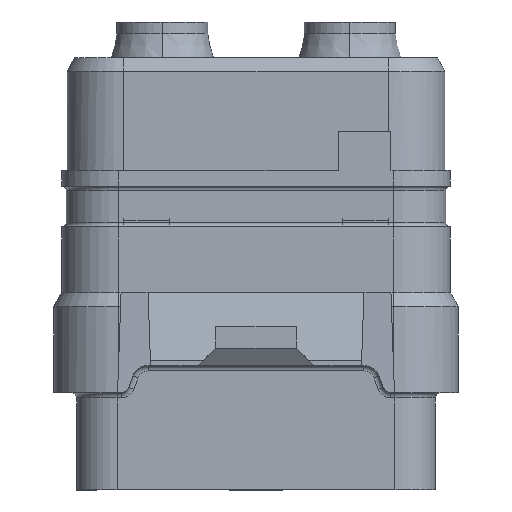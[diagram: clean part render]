
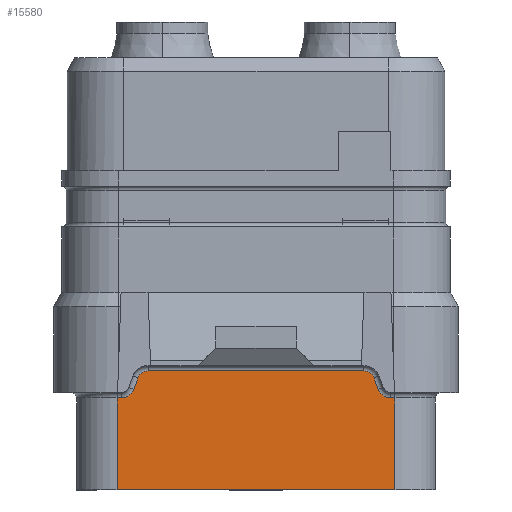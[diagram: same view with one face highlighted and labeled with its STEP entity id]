
A CAD part, front view. The second image highlights one B-rep face of the part: STEP entity #15580.
In plain terms, the highlighted planar face has unit normal (0, -1, 0).
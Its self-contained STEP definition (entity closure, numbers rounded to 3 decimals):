
#2320=DIRECTION('',(-1.,0.,0.));
#2321=VECTOR('',#2320,10.3);
#2322=CARTESIAN_POINT('',(5.15,-5.775,-11.83));
#2323=LINE('',#2322,#2321);
#3440=DIRECTION('',(-1.,0.,0.));
#3441=VECTOR('',#3440,0.15);
#3442=CARTESIAN_POINT('',(5.15,-5.775,-8.43));
#3443=LINE('',#3442,#3441);
#3444=DIRECTION('',(0.,0.,-1.));
#3445=VECTOR('',#3444,3.4);
#3446=CARTESIAN_POINT('',(5.15,-5.775,-8.43));
#3447=LINE('',#3446,#3445);
#3457=DIRECTION('',(-1.,0.,0.));
#3458=VECTOR('',#3457,0.15);
#3459=CARTESIAN_POINT('',(-5.,-5.775,-8.43));
#3460=LINE('',#3459,#3458);
#3471=CARTESIAN_POINT('',(-5.,-5.775,-7.93));
#3472=DIRECTION('',(0.,1.,0.));
#3473=DIRECTION('',(0.935,0.,-0.354));
#3474=AXIS2_PLACEMENT_3D('',#3471,#3472,#3473);
#4038=CARTESIAN_POINT('',(5.,-5.775,-7.93));
#4039=DIRECTION('',(0.,1.,0.));
#4040=DIRECTION('',(0.,0.,-1.));
#4041=AXIS2_PLACEMENT_3D('',#4038,#4039,#4040);
#4052=DIRECTION('',(-0.354,0.,0.935));
#4053=VECTOR('',#4052,0.447);
#4054=CARTESIAN_POINT('',(4.532,-5.775,-8.107));
#4055=LINE('',#4054,#4053);
#4074=CARTESIAN_POINT('',(4.,-5.775,-7.83));
#4075=DIRECTION('',(0.,-1.,0.));
#4076=DIRECTION('',(0.935,0.,0.354));
#4077=AXIS2_PLACEMENT_3D('',#4074,#4075,#4076);
#4084=DIRECTION('',(-1.,0.,0.));
#4085=VECTOR('',#4084,8.);
#4086=CARTESIAN_POINT('',(4.,-5.775,-7.43));
#4087=LINE('',#4086,#4085);
#4122=CARTESIAN_POINT('',(-4.,-5.775,-7.83));
#4123=DIRECTION('',(0.,-1.,0.));
#4124=DIRECTION('',(0.,0.,1.));
#4125=AXIS2_PLACEMENT_3D('',#4122,#4123,#4124);
#4136=DIRECTION('',(-0.354,0.,-0.935));
#4137=VECTOR('',#4136,0.447);
#4138=CARTESIAN_POINT('',(-4.374,-5.775,-7.689));
#4139=LINE('',#4138,#4137);
#5634=DIRECTION('',(0.,0.,-1.));
#5635=VECTOR('',#5634,3.4);
#5636=CARTESIAN_POINT('',(-5.15,-5.775,-8.43));
#5637=LINE('',#5636,#5635);
#9425=CARTESIAN_POINT('',(-5.15,-5.775,-11.83));
#9427=VERTEX_POINT('',#9425);
#9439=CARTESIAN_POINT('',(5.15,-5.775,-11.83));
#9440=VERTEX_POINT('',#9439);
#9519=CARTESIAN_POINT('',(-5.15,-5.775,-8.43));
#9520=VERTEX_POINT('',#9519);
#9523=CARTESIAN_POINT('',(-5.,-5.775,-8.43));
#9524=VERTEX_POINT('',#9523);
#9527=CARTESIAN_POINT('',(-4.532,-5.775,-8.107));
#9528=VERTEX_POINT('',#9527);
#9531=CARTESIAN_POINT('',(-4.374,-5.775,-7.689));
#9532=VERTEX_POINT('',#9531);
#9535=CARTESIAN_POINT('',(-4.,-5.775,-7.43));
#9536=VERTEX_POINT('',#9535);
#9537=CARTESIAN_POINT('',(4.,-5.775,-7.43));
#9538=VERTEX_POINT('',#9537);
#9543=CARTESIAN_POINT('',(4.374,-5.775,-7.689));
#9544=VERTEX_POINT('',#9543);
#9547=CARTESIAN_POINT('',(4.532,-5.775,-8.107));
#9548=VERTEX_POINT('',#9547);
#9551=CARTESIAN_POINT('',(5.,-5.775,-8.43));
#9552=VERTEX_POINT('',#9551);
#9555=CARTESIAN_POINT('',(5.15,-5.775,-8.43));
#9556=VERTEX_POINT('',#9555);
#15552=CARTESIAN_POINT('',(5.15,-5.775,-8.23));
#15553=DIRECTION('',(0.,-1.,0.));
#15554=DIRECTION('',(-1.,0.,0.));
#15555=AXIS2_PLACEMENT_3D('',#15552,#15553,#15554);
#15556=PLANE('',#15555);
#15558=ORIENTED_EDGE('',*,*,#15557,.F.);
#15560=ORIENTED_EDGE('',*,*,#15559,.F.);
#15562=ORIENTED_EDGE('',*,*,#15561,.F.);
#15564=ORIENTED_EDGE('',*,*,#15563,.F.);
#15566=ORIENTED_EDGE('',*,*,#15565,.F.);
#15568=ORIENTED_EDGE('',*,*,#15567,.F.);
#15570=ORIENTED_EDGE('',*,*,#15569,.F.);
#15572=ORIENTED_EDGE('',*,*,#15571,.F.);
#15573=ORIENTED_EDGE('',*,*,#15545,.F.);
#15574=ORIENTED_EDGE('',*,*,#15520,.T.);
#15575=ORIENTED_EDGE('',*,*,#14182,.T.);
#15577=ORIENTED_EDGE('',*,*,#15576,.F.);
#15578=EDGE_LOOP('',(#15558,#15560,#15562,#15564,#15566,#15568,#15570,#15572,
#15573,#15574,#15575,#15577));
#15579=FACE_OUTER_BOUND('',#15578,.F.);
#15580=ADVANCED_FACE('',(#15579),#15556,.T.);
#3475=CIRCLE('',#3474,0.5);
#4042=CIRCLE('',#4041,0.5);
#4078=CIRCLE('',#4077,0.4);
#4126=CIRCLE('',#4125,0.4);
#14182=EDGE_CURVE('',#9440,#9427,#2323,.T.);
#15520=EDGE_CURVE('',#9556,#9440,#3447,.T.);
#15545=EDGE_CURVE('',#9556,#9552,#3443,.T.);
#15557=EDGE_CURVE('',#9524,#9520,#3460,.T.);
#15559=EDGE_CURVE('',#9528,#9524,#3475,.T.);
#15561=EDGE_CURVE('',#9532,#9528,#4139,.T.);
#15563=EDGE_CURVE('',#9536,#9532,#4126,.T.);
#15565=EDGE_CURVE('',#9538,#9536,#4087,.T.);
#15567=EDGE_CURVE('',#9544,#9538,#4078,.T.);
#15569=EDGE_CURVE('',#9548,#9544,#4055,.T.);
#15571=EDGE_CURVE('',#9552,#9548,#4042,.T.);
#15576=EDGE_CURVE('',#9520,#9427,#5637,.T.);
